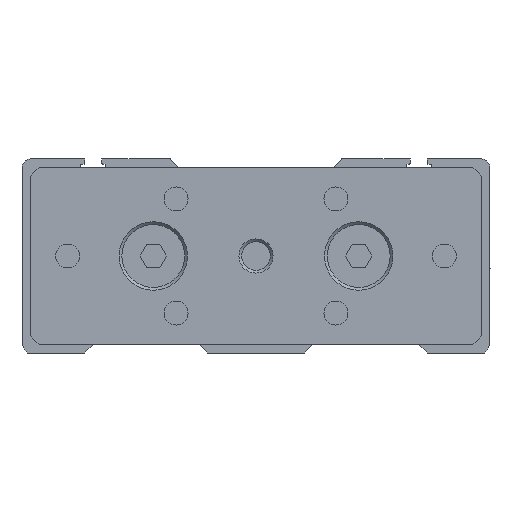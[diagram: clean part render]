
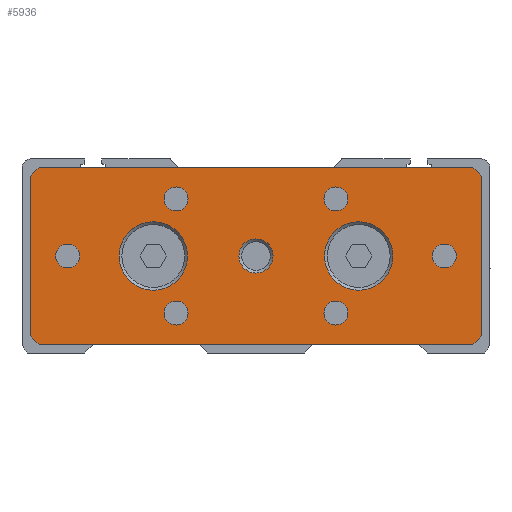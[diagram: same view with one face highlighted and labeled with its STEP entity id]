
A CAD part, left-side view. The second image highlights one B-rep face of the part: STEP entity #5936.
In plain terms, the highlighted planar face has unit normal (-1, 0, 0).
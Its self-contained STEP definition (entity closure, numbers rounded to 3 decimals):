
#5174=CARTESIAN_POINT('',(-12.,-44.,15.5));
#5175=VERTEX_POINT('Vertex230',#5174);
#5182=CARTESIAN_POINT('',(-12.,-120.,15.5));
#5183=VERTEX_POINT('Vertex231',#5182);
#5184=CARTESIAN_POINT('',(-12.,-82.,15.5));
#5185=DIRECTION('',(0.,-1.,0.));
#5186=VECTOR('',#5185,1.);
#5187=LINE('nurbsCrv316',#5184,#5186);
#5188=EDGE_CURVE('Edge316',#5175,#5183,#5187,.T.);
#5612=CARTESIAN_POINT('',(-12.,-100.,6.));
#5613=VERTEX_POINT('Vertex256',#5612);
#5614=CARTESIAN_POINT('',(-12.,-100.,-6.));
#5615=VERTEX_POINT('Vertex298',#5614);
#5616=CARTESIAN_POINT('',(-12.,-100.,0.));
#5617=DIRECTION('',(1.,0.,0.));
#5618=DIRECTION('',(0.,0.,1.));
#5619=AXIS2_PLACEMENT_3D('',#5616,#5617,#5618);
#5620=CIRCLE('nurbsCrv1229',#5619,6.);
#5621=EDGE_CURVE('Edge444',#5613,#5615,#5620,.T.);
#5623=CARTESIAN_POINT('',(-12.,-100.,0.));
#5624=DIRECTION('',(1.,0.,0.));
#5625=DIRECTION('',(0.,0.,-1.));
#5626=AXIS2_PLACEMENT_3D('',#5623,#5624,#5625);
#5627=CIRCLE('nurbsCrv1230',#5626,6.);
#5628=EDGE_CURVE('Edge445',#5615,#5613,#5627,.T.);
#5676=CARTESIAN_POINT('',(-12.,-64.,6.));
#5677=VERTEX_POINT('Vertex258',#5676);
#5678=CARTESIAN_POINT('',(-12.,-64.,-6.));
#5679=VERTEX_POINT('Vertex300',#5678);
#5680=CARTESIAN_POINT('',(-12.,-64.,0.));
#5681=DIRECTION('',(1.,0.,0.));
#5682=DIRECTION('',(0.,0.,1.));
#5683=AXIS2_PLACEMENT_3D('',#5680,#5681,#5682);
#5684=CIRCLE('nurbsCrv1250',#5683,6.);
#5685=EDGE_CURVE('Edge449',#5677,#5679,#5684,.T.);
#5687=CARTESIAN_POINT('',(-12.,-64.,0.));
#5688=DIRECTION('',(1.,0.,0.));
#5689=DIRECTION('',(0.,0.,-1.));
#5690=AXIS2_PLACEMENT_3D('',#5687,#5688,#5689);
#5691=CIRCLE('nurbsCrv1251',#5690,6.);
#5692=EDGE_CURVE('Edge450',#5679,#5677,#5691,.T.);
#5740=CARTESIAN_POINT('',(-12.,-82.,3.));
#5741=VERTEX_POINT('Vertex260',#5740);
#5742=CARTESIAN_POINT('',(-12.,-82.,-3.));
#5743=VERTEX_POINT('Vertex302',#5742);
#5744=CARTESIAN_POINT('',(-12.,-82.,0.));
#5745=DIRECTION('',(1.,0.,0.));
#5746=DIRECTION('',(0.,0.,1.));
#5747=AXIS2_PLACEMENT_3D('',#5744,#5745,#5746);
#5748=CIRCLE('nurbsCrv1271',#5747,3.);
#5749=EDGE_CURVE('Edge454',#5741,#5743,#5748,.T.);
#5751=CARTESIAN_POINT('',(-12.,-82.,0.));
#5752=DIRECTION('',(1.,0.,0.));
#5753=DIRECTION('',(0.,0.,-1.));
#5754=AXIS2_PLACEMENT_3D('',#5751,#5752,#5753);
#5755=CIRCLE('nurbsCrv1272',#5754,3.);
#5756=EDGE_CURVE('Edge455',#5743,#5741,#5755,.T.);
#5796=ORIENTED_EDGE('Edgeuse712',*,*,#5188,.F.);
#5797=CARTESIAN_POINT('',(-12.,-42.5,14.));
#5798=VERTEX_POINT('Vertex262',#5797);
#5799=CARTESIAN_POINT('',(-12.,-43.25,14.75));
#5800=DIRECTION('',(0.,-0.707,0.707));
#5801=VECTOR('',#5800,1.);
#5802=LINE('nurbsCrv360',#5799,#5801);
#5803=EDGE_CURVE('Edge360',#5798,#5175,#5802,.T.);
#5804=ORIENTED_EDGE('Edgeuse713',*,*,#5803,.F.);
#5805=CARTESIAN_POINT('',(-12.,-42.5,-14.));
#5806=VERTEX_POINT('Vertex263',#5805);
#5807=CARTESIAN_POINT('',(-12.,-42.5,0.));
#5808=DIRECTION('',(0.,0.,-1.));
#5809=VECTOR('',#5808,1.);
#5810=LINE('nurbsCrv361',#5807,#5809);
#5811=EDGE_CURVE('Edge361',#5798,#5806,#5810,.T.);
#5812=ORIENTED_EDGE('Edgeuse714',*,*,#5811,.T.);
#5813=CARTESIAN_POINT('',(-12.,-44.,-15.5));
#5814=VERTEX_POINT('Vertex264',#5813);
#5815=CARTESIAN_POINT('',(-12.,-43.25,-14.75));
#5816=DIRECTION('',(0.,-0.707,-0.707));
#5817=VECTOR('',#5816,1.);
#5818=LINE('nurbsCrv362',#5815,#5817);
#5819=EDGE_CURVE('Edge362',#5806,#5814,#5818,.T.);
#5820=ORIENTED_EDGE('Edgeuse715',*,*,#5819,.T.);
#5821=CARTESIAN_POINT('',(-12.,-120.,-15.5));
#5822=VERTEX_POINT('Vertex265',#5821);
#5823=CARTESIAN_POINT('',(-12.,-82.,-15.5));
#5824=DIRECTION('',(0.,-1.,0.));
#5825=VECTOR('',#5824,1.);
#5826=LINE('nurbsCrv363',#5823,#5825);
#5827=EDGE_CURVE('Edge363',#5814,#5822,#5826,.T.);
#5828=ORIENTED_EDGE('Edgeuse716',*,*,#5827,.T.);
#5829=CARTESIAN_POINT('',(-12.,-121.5,-14.));
#5830=VERTEX_POINT('Vertex266',#5829);
#5831=CARTESIAN_POINT('',(-12.,-120.75,-14.75));
#5832=DIRECTION('',(0.,0.707,-0.707));
#5833=VECTOR('',#5832,1.);
#5834=LINE('nurbsCrv364',#5831,#5833);
#5835=EDGE_CURVE('Edge364',#5830,#5822,#5834,.T.);
#5836=ORIENTED_EDGE('Edgeuse717',*,*,#5835,.F.);
#5837=CARTESIAN_POINT('',(-12.,-121.5,14.));
#5838=VERTEX_POINT('Vertex267',#5837);
#5839=CARTESIAN_POINT('',(-12.,-121.5,0.));
#5840=DIRECTION('',(0.,0.,-1.));
#5841=VECTOR('',#5840,1.);
#5842=LINE('nurbsCrv365',#5839,#5841);
#5843=EDGE_CURVE('Edge365',#5838,#5830,#5842,.T.);
#5844=ORIENTED_EDGE('Edgeuse718',*,*,#5843,.F.);
#5845=CARTESIAN_POINT('',(-12.,-120.75,14.75));
#5846=DIRECTION('',(0.,-0.707,-0.707));
#5847=VECTOR('',#5846,1.);
#5848=LINE('nurbsCrv366',#5845,#5847);
#5849=EDGE_CURVE('Edge366',#5183,#5838,#5848,.T.);
#5850=ORIENTED_EDGE('Edgeuse719',*,*,#5849,.F.);
#5851=EDGE_LOOP('',(#5796,#5804,#5812,#5820,#5828,#5836,#5844,#5850));
#5852=FACE_OUTER_BOUND('',#5851,.T.);
#5853=CARTESIAN_POINT('',(-12.,-49.,2.1));
#5854=VERTEX_POINT('Vertex268',#5853);
#5855=CARTESIAN_POINT('',(-12.,-49.,0.));
#5856=DIRECTION('',(-1.,0.,0.));
#5857=DIRECTION('',(0.,0.,1.));
#5858=AXIS2_PLACEMENT_3D('',#5855,#5856,#5857);
#5859=CIRCLE('nurbsCrv367',#5858,2.1);
#5860=EDGE_CURVE('Edge367',#5854,#5854,#5859,.T.);
#5861=ORIENTED_EDGE('Edgeuse720',*,*,#5860,.F.);
#5862=EDGE_LOOP('',(#5861));
#5863=FACE_BOUND('',#5862,.T.);
#5864=CARTESIAN_POINT('',(-12.,-68.,-7.9));
#5865=VERTEX_POINT('Vertex269',#5864);
#5866=CARTESIAN_POINT('',(-12.,-68.,-10.));
#5867=DIRECTION('',(-1.,0.,0.));
#5868=DIRECTION('',(0.,0.,1.));
#5869=AXIS2_PLACEMENT_3D('',#5866,#5867,#5868);
#5870=CIRCLE('nurbsCrv368',#5869,2.1);
#5871=EDGE_CURVE('Edge368',#5865,#5865,#5870,.T.);
#5872=ORIENTED_EDGE('Edgeuse721',*,*,#5871,.F.);
#5873=EDGE_LOOP('',(#5872));
#5874=FACE_BOUND('',#5873,.T.);
#5875=CARTESIAN_POINT('',(-12.,-96.,12.1));
#5876=VERTEX_POINT('Vertex270',#5875);
#5877=CARTESIAN_POINT('',(-12.,-96.,10.));
#5878=DIRECTION('',(-1.,0.,0.));
#5879=DIRECTION('',(0.,0.,1.));
#5880=AXIS2_PLACEMENT_3D('',#5877,#5878,#5879);
#5881=CIRCLE('nurbsCrv369',#5880,2.1);
#5882=EDGE_CURVE('Edge369',#5876,#5876,#5881,.T.);
#5883=ORIENTED_EDGE('Edgeuse722',*,*,#5882,.F.);
#5884=EDGE_LOOP('',(#5883));
#5885=FACE_BOUND('',#5884,.T.);
#5886=CARTESIAN_POINT('',(-12.,-96.,-7.9));
#5887=VERTEX_POINT('Vertex271',#5886);
#5888=CARTESIAN_POINT('',(-12.,-96.,-10.));
#5889=DIRECTION('',(-1.,0.,0.));
#5890=DIRECTION('',(0.,0.,1.));
#5891=AXIS2_PLACEMENT_3D('',#5888,#5889,#5890);
#5892=CIRCLE('nurbsCrv370',#5891,2.1);
#5893=EDGE_CURVE('Edge370',#5887,#5887,#5892,.T.);
#5894=ORIENTED_EDGE('Edgeuse723',*,*,#5893,.F.);
#5895=EDGE_LOOP('',(#5894));
#5896=FACE_BOUND('',#5895,.T.);
#5897=CARTESIAN_POINT('',(-12.,-115.,2.1));
#5898=VERTEX_POINT('Vertex272',#5897);
#5899=CARTESIAN_POINT('',(-12.,-115.,0.));
#5900=DIRECTION('',(-1.,0.,0.));
#5901=DIRECTION('',(0.,0.,1.));
#5902=AXIS2_PLACEMENT_3D('',#5899,#5900,#5901);
#5903=CIRCLE('nurbsCrv371',#5902,2.1);
#5904=EDGE_CURVE('Edge371',#5898,#5898,#5903,.T.);
#5905=ORIENTED_EDGE('Edgeuse724',*,*,#5904,.F.);
#5906=EDGE_LOOP('',(#5905));
#5907=FACE_BOUND('',#5906,.T.);
#5908=CARTESIAN_POINT('',(-12.,-68.,12.1));
#5909=VERTEX_POINT('Vertex273',#5908);
#5910=CARTESIAN_POINT('',(-12.,-68.,10.));
#5911=DIRECTION('',(-1.,0.,0.));
#5912=DIRECTION('',(0.,0.,1.));
#5913=AXIS2_PLACEMENT_3D('',#5910,#5911,#5912);
#5914=CIRCLE('nurbsCrv372',#5913,2.1);
#5915=EDGE_CURVE('Edge372',#5909,#5909,#5914,.T.);
#5916=ORIENTED_EDGE('Edgeuse725',*,*,#5915,.F.);
#5917=EDGE_LOOP('',(#5916));
#5918=FACE_BOUND('',#5917,.T.);
#5919=ORIENTED_EDGE('Edgeuse898',*,*,#5685,.T.);
#5920=ORIENTED_EDGE('Edgeuse900',*,*,#5692,.T.);
#5921=EDGE_LOOP('',(#5919,#5920));
#5922=FACE_BOUND('',#5921,.T.);
#5923=ORIENTED_EDGE('Edgeuse908',*,*,#5749,.T.);
#5924=ORIENTED_EDGE('Edgeuse910',*,*,#5756,.T.);
#5925=EDGE_LOOP('',(#5923,#5924));
#5926=FACE_BOUND('',#5925,.T.);
#5927=ORIENTED_EDGE('Edgeuse888',*,*,#5621,.T.);
#5928=ORIENTED_EDGE('Edgeuse890',*,*,#5628,.T.);
#5929=EDGE_LOOP('',(#5927,#5928));
#5930=FACE_BOUND('',#5929,.T.);
#5931=CARTESIAN_POINT('',(-12.,-82.,0.));
#5932=DIRECTION('',(-1.,0.,0.));
#5933=DIRECTION('',(0.,-1.,0.));
#5934=AXIS2_PLACEMENT_3D('',#5931,#5932,#5933);
#5935=PLANE('nurbsSrf158',#5934);
#5936=ADVANCED_FACE('Face158',(#5852,#5863,#5874,#5885,#5896,#5907,#5918,#5922,
#5926,#5930),#5935,.T.);
